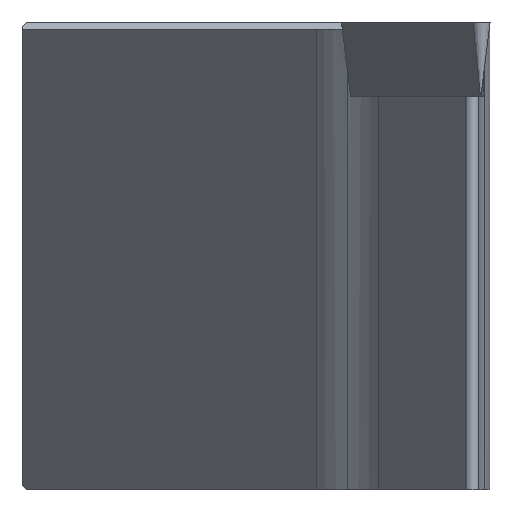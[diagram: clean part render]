
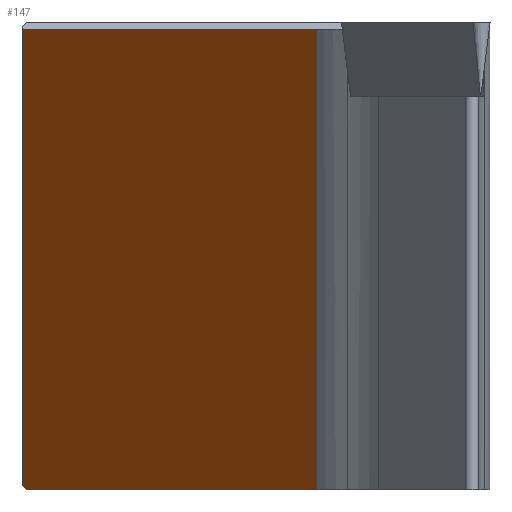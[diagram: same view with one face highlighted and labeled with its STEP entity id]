
A CAD part, left-side view. The second image highlights one B-rep face of the part: STEP entity #147.
In plain terms, the highlighted planar face has unit normal (-0.574, 0.819, 0).
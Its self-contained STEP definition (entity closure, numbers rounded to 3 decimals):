
#147=ADVANCED_FACE('',(#206),#175,.F.);
#175=PLANE('',#708);
#206=FACE_OUTER_BOUND('',#239,.T.);
#239=EDGE_LOOP('',(#355,#356,#357,#358,#359));
#355=ORIENTED_EDGE('',*,*,#492,.F.);
#356=ORIENTED_EDGE('',*,*,#466,.F.);
#357=ORIENTED_EDGE('',*,*,#470,.F.);
#358=ORIENTED_EDGE('',*,*,#524,.T.);
#359=ORIENTED_EDGE('',*,*,#507,.F.);
#413=VERTEX_POINT('',#893);
#415=VERTEX_POINT('',#896);
#418=VERTEX_POINT('',#903);
#436=VERTEX_POINT('',#948);
#443=VERTEX_POINT('',#978);
#466=EDGE_CURVE('',#413,#415,#547,.T.);
#470=EDGE_CURVE('',#418,#413,#550,.T.);
#492=EDGE_CURVE('',#415,#436,#568,.T.);
#507=EDGE_CURVE('',#436,#443,#582,.T.);
#524=EDGE_CURVE('',#418,#443,#591,.T.);
#547=LINE('',#895,#610);
#550=LINE('',#904,#613);
#568=LINE('',#947,#631);
#582=LINE('',#977,#645);
#591=LINE('',#1010,#654);
#610=VECTOR('',#727,1.);
#613=VECTOR('',#734,1.);
#631=VECTOR('',#768,1.);
#645=VECTOR('',#800,1.);
#654=VECTOR('',#839,1.);
#708=AXIS2_PLACEMENT_3D('',#1012,#842,#843);
#727=DIRECTION('',(0.711,0.498,0.498));
#734=DIRECTION('',(0.819,0.574,0.));
#768=DIRECTION('',(0.,0.,1.));
#800=DIRECTION('',(-0.819,-0.574,0.));
#839=DIRECTION('',(0.,0.,1.));
#842=DIRECTION('',(0.574,-0.819,0.));
#843=DIRECTION('',(0.819,0.574,0.));
#893=CARTESIAN_POINT('',(27.407,-0.2,-20.));
#895=CARTESIAN_POINT('',(7.047,-14.456,-34.256));
#896=CARTESIAN_POINT('',(27.693,0.,-19.8));
#903=CARTESIAN_POINT('',(9.746,-12.567,-20.));
#904=CARTESIAN_POINT('',(9.746,-12.567,-20.));
#947=CARTESIAN_POINT('',(27.693,0.,-40.));
#948=CARTESIAN_POINT('',(27.693,0.,-0.3));
#977=CARTESIAN_POINT('',(9.746,-12.567,-0.3));
#978=CARTESIAN_POINT('',(9.746,-12.567,-0.3));
#1010=CARTESIAN_POINT('',(9.746,-12.567,-40.));
#1012=CARTESIAN_POINT('',(9.746,-12.567,-40.));
